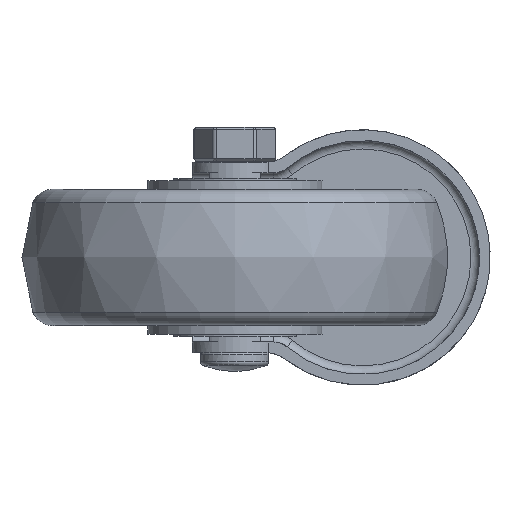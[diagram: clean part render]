
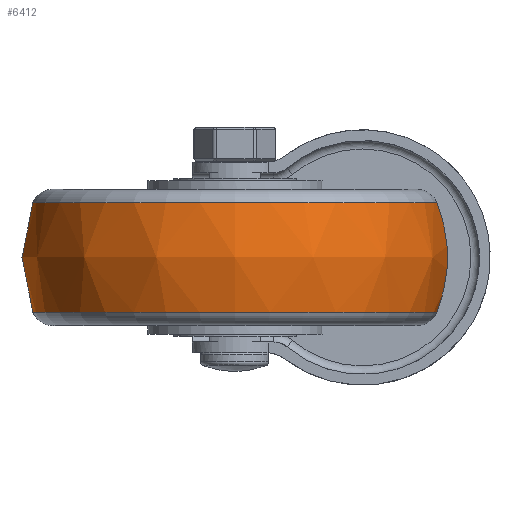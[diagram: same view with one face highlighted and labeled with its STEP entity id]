
A CAD part, front view. The second image highlights one B-rep face of the part: STEP entity #6412.
In plain terms, the highlighted free-form (B-spline) face has degree [2, 2] with [3, 9] control points.
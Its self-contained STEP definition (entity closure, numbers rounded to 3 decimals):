
#174=(
BOUNDED_SURFACE()
B_SPLINE_SURFACE(2,2,((#16053,#16054,#16055,#16056,#16057,#16058,#16059,
#16060,#16061),(#16062,#16063,#16064,#16065,#16066,#16067,#16068,#16069,
#16070),(#16071,#16072,#16073,#16074,#16075,#16076,#16077,#16078,#16079)),
 .UNSPECIFIED.,.F.,.T.,.F.)
B_SPLINE_SURFACE_WITH_KNOTS((3,3),(3,2,2,2,3),(-0.389,0.389),
(-3.142,-1.571,0.,1.571,3.142),
 .UNSPECIFIED.)
GEOMETRIC_REPRESENTATION_ITEM()
RATIONAL_B_SPLINE_SURFACE(((1.,0.707,1.,0.707,1.,
0.707,1.,0.707,1.),(0.925,0.654,
0.925,0.654,0.925,0.654,
0.925,0.654,0.925),(1.,0.707,
1.,0.707,1.,0.707,1.,0.707,1.)))
REPRESENTATION_ITEM('')
SURFACE()
);
#795=FACE_OUTER_BOUND('',#1230,.T.);
#1230=EDGE_LOOP('',(#5839,#5840,#5841,#5842,#5843,#5844));
#1673=CIRCLE('',#7200,46.44);
#1675=CIRCLE('',#7202,46.44);
#1676=CIRCLE('',#7203,33.27);
#1677=CIRCLE('',#7204,46.44);
#1678=CIRCLE('',#7205,46.44);
#3185=VERTEX_POINT('',#16048);
#3186=VERTEX_POINT('',#16049);
#3187=VERTEX_POINT('',#16080);
#3188=VERTEX_POINT('',#16082);
#4080=EDGE_CURVE('',#3185,#3186,#1673,.T.);
#4082=EDGE_CURVE('',#3186,#3185,#1675,.T.);
#4083=EDGE_CURVE('',#3185,#3187,#1676,.T.);
#4084=EDGE_CURVE('',#3188,#3187,#1677,.T.);
#4085=EDGE_CURVE('',#3187,#3188,#1678,.T.);
#5839=ORIENTED_EDGE('',*,*,#4080,.F.);
#5840=ORIENTED_EDGE('',*,*,#4083,.T.);
#5841=ORIENTED_EDGE('',*,*,#4084,.F.);
#5842=ORIENTED_EDGE('',*,*,#4085,.F.);
#5843=ORIENTED_EDGE('',*,*,#4083,.F.);
#5844=ORIENTED_EDGE('',*,*,#4082,.F.);
#6412=ADVANCED_FACE('',(#795),#174,.F.);
#7200=AXIS2_PLACEMENT_3D('',#16050,#9067,#9068);
#7202=AXIS2_PLACEMENT_3D('',#16052,#9071,#9072);
#7203=AXIS2_PLACEMENT_3D('',#16081,#9073,#9074);
#7204=AXIS2_PLACEMENT_3D('',#16083,#9075,#9076);
#7205=AXIS2_PLACEMENT_3D('',#16084,#9077,#9078);
#9067=DIRECTION('center_axis',(0.,0.,1.));
#9068=DIRECTION('ref_axis',(1.,0.,0.));
#9071=DIRECTION('center_axis',(0.,0.,1.));
#9072=DIRECTION('ref_axis',(1.,0.,0.));
#9073=DIRECTION('center_axis',(0.,1.,0.));
#9074=DIRECTION('ref_axis',(1.,0.,0.));
#9075=DIRECTION('center_axis',(0.,0.,-1.));
#9076=DIRECTION('ref_axis',(-1.,0.,0.));
#9077=DIRECTION('center_axis',(0.,0.,-1.));
#9078=DIRECTION('ref_axis',(-1.,0.,0.));
#16048=CARTESIAN_POINT('',(-856.002,-2159.,760.895));
#16049=CARTESIAN_POINT('',(-902.443,-2205.44,760.895));
#16050=CARTESIAN_POINT('Origin',(-902.443,-2159.,760.895));
#16052=CARTESIAN_POINT('Origin',(-902.443,-2159.,760.895));
#16053=CARTESIAN_POINT('Ctrl Pts',(-856.002,-2159.,760.895));
#16054=CARTESIAN_POINT('Ctrl Pts',(-856.002,-2205.44,
760.895));
#16055=CARTESIAN_POINT('Ctrl Pts',(-902.443,-2205.44,
760.895));
#16056=CARTESIAN_POINT('Ctrl Pts',(-948.883,-2205.44,
760.895));
#16057=CARTESIAN_POINT('Ctrl Pts',(-948.883,-2159.,760.895));
#16058=CARTESIAN_POINT('Ctrl Pts',(-948.883,-2112.56,
760.895));
#16059=CARTESIAN_POINT('Ctrl Pts',(-902.443,-2112.56,
760.895));
#16060=CARTESIAN_POINT('Ctrl Pts',(-856.002,-2112.56,
760.895));
#16061=CARTESIAN_POINT('Ctrl Pts',(-856.002,-2159.,760.895));
#16062=CARTESIAN_POINT('Ctrl Pts',(-850.829,-2159.,748.275));
#16063=CARTESIAN_POINT('Ctrl Pts',(-850.829,-2210.614,
748.275));
#16064=CARTESIAN_POINT('Ctrl Pts',(-902.443,-2210.614,
748.275));
#16065=CARTESIAN_POINT('Ctrl Pts',(-954.057,-2210.614,
748.275));
#16066=CARTESIAN_POINT('Ctrl Pts',(-954.057,-2159.,748.275));
#16067=CARTESIAN_POINT('Ctrl Pts',(-954.057,-2107.386,
748.275));
#16068=CARTESIAN_POINT('Ctrl Pts',(-902.443,-2107.386,
748.275));
#16069=CARTESIAN_POINT('Ctrl Pts',(-850.829,-2107.386,
748.275));
#16070=CARTESIAN_POINT('Ctrl Pts',(-850.829,-2159.,748.275));
#16071=CARTESIAN_POINT('Ctrl Pts',(-856.002,-2159.,735.655));
#16072=CARTESIAN_POINT('Ctrl Pts',(-856.002,-2205.44,
735.655));
#16073=CARTESIAN_POINT('Ctrl Pts',(-902.443,-2205.44,
735.655));
#16074=CARTESIAN_POINT('Ctrl Pts',(-948.883,-2205.44,
735.655));
#16075=CARTESIAN_POINT('Ctrl Pts',(-948.883,-2159.,735.655));
#16076=CARTESIAN_POINT('Ctrl Pts',(-948.883,-2112.56,
735.655));
#16077=CARTESIAN_POINT('Ctrl Pts',(-902.443,-2112.56,
735.655));
#16078=CARTESIAN_POINT('Ctrl Pts',(-856.002,-2112.56,
735.655));
#16079=CARTESIAN_POINT('Ctrl Pts',(-856.002,-2159.,735.655));
#16080=CARTESIAN_POINT('',(-856.002,-2159.,735.655));
#16081=CARTESIAN_POINT('Origin',(-886.786,-2159.,748.275));
#16082=CARTESIAN_POINT('',(-902.443,-2112.56,735.655));
#16083=CARTESIAN_POINT('Origin',(-902.443,-2159.,735.655));
#16084=CARTESIAN_POINT('Origin',(-902.443,-2159.,735.655));
